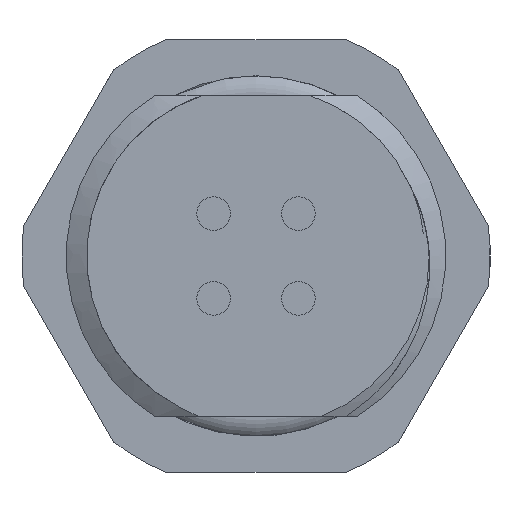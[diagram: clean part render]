
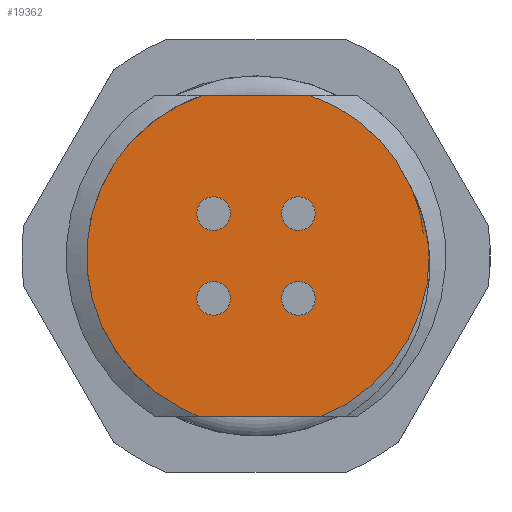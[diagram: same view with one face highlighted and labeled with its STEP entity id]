
A CAD part, front view. The second image highlights one B-rep face of the part: STEP entity #19362.
In plain terms, the highlighted planar face has unit normal (0, -1, 0).
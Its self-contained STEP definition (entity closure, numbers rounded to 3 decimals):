
#7199=CARTESIAN_POINT('',(0.,-8.,0.));
#7200=DIRECTION('',(0.,-1.,0.));
#7201=DIRECTION('',(0.912,0.,0.41));
#7202=AXIS2_PLACEMENT_3D('',#7199,#7200,#7201);
#7255=CARTESIAN_POINT('',(6.431,-8.,2.888));
#7256=CARTESIAN_POINT('',(6.52,-8.,2.717));
#7257=CARTESIAN_POINT('',(6.684,-8.,2.37));
#7258=CARTESIAN_POINT('',(6.887,-8.,1.827));
#7259=CARTESIAN_POINT('',(7.045,-8.,1.269));
#7260=CARTESIAN_POINT('',(7.159,-8.,0.696));
#7261=CARTESIAN_POINT('',(7.203,-8.,0.309));
#7262=CARTESIAN_POINT('',(7.217,-8.,0.114));
#7271=CARTESIAN_POINT('',(0.,-8.,0.));
#7272=DIRECTION('',(0.,1.,0.));
#7273=DIRECTION('',(1.,0.,0.016));
#7274=AXIS2_PLACEMENT_3D('',#7271,#7272,#7273);
#7276=DIRECTION('',(1.,0.,0.));
#7277=VECTOR('',#7276,4.387);
#7278=CARTESIAN_POINT('',(-2.194,-8.,6.7));
#7279=LINE('',#7278,#7277);
#7280=DIRECTION('',(-1.,0.,0.));
#7281=VECTOR('',#7280,5.046);
#7282=CARTESIAN_POINT('',(2.685,-8.,-6.7));
#7283=LINE('',#7282,#7281);
#7284=CARTESIAN_POINT('',(-1.768,-8.,1.768));
#7285=DIRECTION('',(0.,-1.,0.));
#7286=DIRECTION('',(-0.707,0.,0.707));
#7287=AXIS2_PLACEMENT_3D('',#7284,#7285,#7286);
#7289=CARTESIAN_POINT('',(-1.768,-8.,1.768));
#7290=DIRECTION('',(0.,-1.,0.));
#7291=DIRECTION('',(0.707,0.,-0.707));
#7292=AXIS2_PLACEMENT_3D('',#7289,#7290,#7291);
#7294=CARTESIAN_POINT('',(1.768,-8.,1.768));
#7295=DIRECTION('',(0.,-1.,0.));
#7296=DIRECTION('',(0.707,0.,0.707));
#7297=AXIS2_PLACEMENT_3D('',#7294,#7295,#7296);
#7299=CARTESIAN_POINT('',(1.768,-8.,1.768));
#7300=DIRECTION('',(0.,-1.,0.));
#7301=DIRECTION('',(-0.707,0.,-0.707));
#7302=AXIS2_PLACEMENT_3D('',#7299,#7300,#7301);
#7304=CARTESIAN_POINT('',(-1.768,-8.,-1.768));
#7305=DIRECTION('',(0.,-1.,0.));
#7306=DIRECTION('',(-0.707,0.,-0.707));
#7307=AXIS2_PLACEMENT_3D('',#7304,#7305,#7306);
#7309=CARTESIAN_POINT('',(-1.768,-8.,-1.768));
#7310=DIRECTION('',(0.,-1.,0.));
#7311=DIRECTION('',(0.707,0.,0.707));
#7312=AXIS2_PLACEMENT_3D('',#7309,#7310,#7311);
#7314=CARTESIAN_POINT('',(1.768,-8.,-1.768));
#7315=DIRECTION('',(0.,-1.,0.));
#7316=DIRECTION('',(0.707,0.,-0.707));
#7317=AXIS2_PLACEMENT_3D('',#7314,#7315,#7316);
#7319=CARTESIAN_POINT('',(1.768,-8.,-1.768));
#7320=DIRECTION('',(0.,-1.,0.));
#7321=DIRECTION('',(-0.707,0.,0.707));
#7322=AXIS2_PLACEMENT_3D('',#7319,#7320,#7321);
#7332=CARTESIAN_POINT('',(-2.361,-8.,-6.7));
#7333=CARTESIAN_POINT('',(-2.456,-8.,-6.66));
#7334=CARTESIAN_POINT('',(-2.644,-8.,-6.577));
#7335=CARTESIAN_POINT('',(-2.919,-8.,-6.439));
#7336=CARTESIAN_POINT('',(-3.098,-8.,-6.34));
#7337=CARTESIAN_POINT('',(-3.187,-8.,-6.289));
#7350=CARTESIAN_POINT('',(0.,-8.,0.));
#7351=DIRECTION('',(0.,-1.,0.));
#7352=DIRECTION('',(-0.311,0.,0.95));
#7353=AXIS2_PLACEMENT_3D('',#7350,#7351,#7352);
#8544=CARTESIAN_POINT('',(-2.194,-8.,6.7));
#8545=CARTESIAN_POINT('',(2.194,-8.,6.7));
#8546=VERTEX_POINT('',#8544);
#8547=VERTEX_POINT('',#8545);
#8548=CARTESIAN_POINT('',(2.685,-8.,-6.7));
#8549=CARTESIAN_POINT('',(-2.361,-8.,-6.7));
#8550=VERTEX_POINT('',#8548);
#8551=VERTEX_POINT('',#8549);
#8694=CARTESIAN_POINT('',(6.431,-8.,2.888));
#8695=VERTEX_POINT('',#8694);
#8698=CARTESIAN_POINT('',(7.217,-8.,0.114));
#8699=VERTEX_POINT('',#8698);
#8700=VERTEX_POINT('',#7337);
#10044=CARTESIAN_POINT('',(-2.263,-8.,2.263));
#10045=CARTESIAN_POINT('',(-1.273,-8.,1.273));
#10046=VERTEX_POINT('',#10044);
#10047=VERTEX_POINT('',#10045);
#10048=CARTESIAN_POINT('',(2.263,-8.,2.263));
#10049=CARTESIAN_POINT('',(1.273,-8.,1.273));
#10050=VERTEX_POINT('',#10048);
#10051=VERTEX_POINT('',#10049);
#10052=CARTESIAN_POINT('',(-2.263,-8.,-2.263));
#10053=CARTESIAN_POINT('',(-1.273,-8.,-1.273));
#10054=VERTEX_POINT('',#10052);
#10055=VERTEX_POINT('',#10053);
#10056=CARTESIAN_POINT('',(2.263,-8.,-2.263));
#10057=CARTESIAN_POINT('',(1.273,-8.,-1.273));
#10058=VERTEX_POINT('',#10056);
#10059=VERTEX_POINT('',#10057);
#19322=CARTESIAN_POINT('',(0.,-8.,0.));
#19323=DIRECTION('',(0.,-1.,0.));
#19324=DIRECTION('',(1.,0.,0.));
#19325=AXIS2_PLACEMENT_3D('',#19322,#19323,#19324);
#19326=PLANE('',#19325);
#19327=ORIENTED_EDGE('',*,*,#18413,.T.);
#19328=ORIENTED_EDGE('',*,*,#19229,.F.);
#19329=ORIENTED_EDGE('',*,*,#19303,.T.);
#19330=ORIENTED_EDGE('',*,*,#19316,.T.);
#19331=ORIENTED_EDGE('',*,*,#18840,.T.);
#19333=ORIENTED_EDGE('',*,*,#19332,.T.);
#19335=ORIENTED_EDGE('',*,*,#19334,.F.);
#19336=EDGE_LOOP('',(#19327,#19328,#19329,#19330,#19331,#19333,#19335));
#19337=FACE_OUTER_BOUND('',#19336,.F.);
#19339=ORIENTED_EDGE('',*,*,#19338,.T.);
#19341=ORIENTED_EDGE('',*,*,#19340,.T.);
#19342=EDGE_LOOP('',(#19339,#19341));
#19343=FACE_BOUND('',#19342,.F.);
#19345=ORIENTED_EDGE('',*,*,#19344,.T.);
#19347=ORIENTED_EDGE('',*,*,#19346,.T.);
#19348=EDGE_LOOP('',(#19345,#19347));
#19349=FACE_BOUND('',#19348,.F.);
#19351=ORIENTED_EDGE('',*,*,#19350,.T.);
#19353=ORIENTED_EDGE('',*,*,#19352,.T.);
#19354=EDGE_LOOP('',(#19351,#19353));
#19355=FACE_BOUND('',#19354,.F.);
#19357=ORIENTED_EDGE('',*,*,#19356,.T.);
#19359=ORIENTED_EDGE('',*,*,#19358,.T.);
#19360=EDGE_LOOP('',(#19357,#19359));
#19361=FACE_BOUND('',#19360,.F.);
#7203=CIRCLE('',#7202,7.05);
#7263=B_SPLINE_CURVE_WITH_KNOTS('',3,(#7255,#7256,#7257,#7258,#7259,#7260,#7261,
#7262),.UNSPECIFIED.,.F.,.F.,(4,1,1,1,1,4),(0.,0.2,0.4,0.6,0.8,1.),
.UNSPECIFIED.);
#7275=CIRCLE('',#7274,7.218);
#7288=CIRCLE('',#7287,0.7);
#7293=CIRCLE('',#7292,0.7);
#7298=CIRCLE('',#7297,0.7);
#7303=CIRCLE('',#7302,0.7);
#7308=CIRCLE('',#7307,0.7);
#7313=CIRCLE('',#7312,0.7);
#7318=CIRCLE('',#7317,0.7);
#7323=CIRCLE('',#7322,0.7);
#7338=B_SPLINE_CURVE_WITH_KNOTS('',3,(#7332,#7333,#7334,#7335,#7336,#7337),
.UNSPECIFIED.,.F.,.F.,(4,1,1,4),(0.,0.333,0.667,1.),
.UNSPECIFIED.);
#7354=CIRCLE('',#7353,7.05);
#18413=EDGE_CURVE('',#8546,#8547,#7279,.T.);
#18840=EDGE_CURVE('',#8550,#8551,#7283,.T.);
#19229=EDGE_CURVE('',#8695,#8547,#7203,.T.);
#19303=EDGE_CURVE('',#8695,#8699,#7263,.T.);
#19316=EDGE_CURVE('',#8699,#8550,#7275,.T.);
#19332=EDGE_CURVE('',#8551,#8700,#7338,.T.);
#19334=EDGE_CURVE('',#8546,#8700,#7354,.T.);
#19338=EDGE_CURVE('',#10046,#10047,#7288,.T.);
#19340=EDGE_CURVE('',#10047,#10046,#7293,.T.);
#19344=EDGE_CURVE('',#10050,#10051,#7298,.T.);
#19346=EDGE_CURVE('',#10051,#10050,#7303,.T.);
#19350=EDGE_CURVE('',#10054,#10055,#7308,.T.);
#19352=EDGE_CURVE('',#10055,#10054,#7313,.T.);
#19356=EDGE_CURVE('',#10058,#10059,#7318,.T.);
#19358=EDGE_CURVE('',#10059,#10058,#7323,.T.);
#19362=ADVANCED_FACE('',(#19337,#19343,#19349,#19355,#19361),#19326,.T.);
